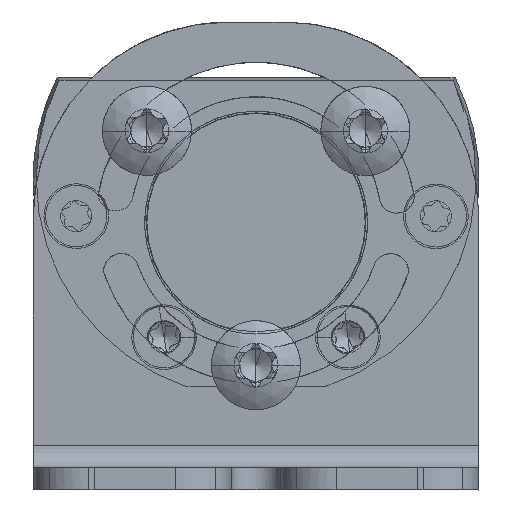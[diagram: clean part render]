
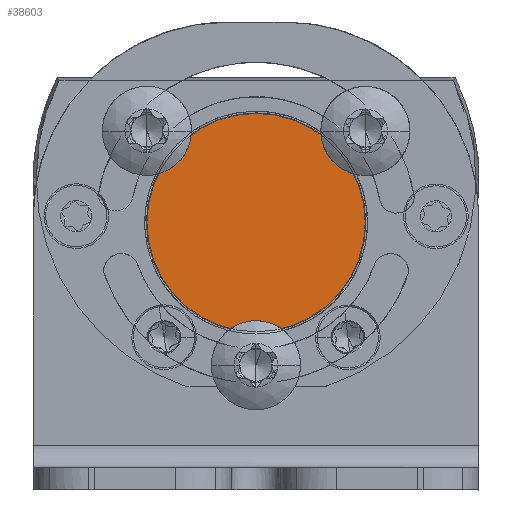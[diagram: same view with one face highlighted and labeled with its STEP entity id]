
A CAD part, front view. The second image highlights one B-rep face of the part: STEP entity #38603.
In plain terms, the highlighted planar face has unit normal (0, -1, 0).
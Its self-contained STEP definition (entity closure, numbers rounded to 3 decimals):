
#38562=AXIS2_PLACEMENT_3D('Circle Axis2P3D',#38560,#38561,$) ;
#38579=AXIS2_PLACEMENT_3D('Circle Axis2P3D',#38577,#38578,$) ;
#38597=AXIS2_PLACEMENT_3D('Plane Axis2P3D',#38594,#38595,#38596) ;
#38543=CARTESIAN_POINT('Vertex',(29.814,23.323,23.991)) ;
#38557=CARTESIAN_POINT('Vertex',(10.219,23.323,24.009)) ;
#38560=CARTESIAN_POINT('Axis2P3D Location',(20.017,23.323,24.)) ;
#38577=CARTESIAN_POINT('Axis2P3D Location',(20.017,23.323,24.)) ;
#38594=CARTESIAN_POINT('Axis2P3D Location',(20.017,23.323,24.)) ;
#38561=DIRECTION('Axis2P3D Direction',(0.,1.,0.)) ;
#38578=DIRECTION('Axis2P3D Direction',(0.,1.,0.)) ;
#38595=DIRECTION('Axis2P3D Direction',(0.,1.,0.)) ;
#38596=DIRECTION('Axis2P3D XDirection',(1.,0.,-0.001)) ;
#38600=ORIENTED_EDGE('',*,*,#38581,.T.) ;
#38601=ORIENTED_EDGE('',*,*,#38564,.T.) ;
#38603=ADVANCED_FACE('Hauptkoerper',(#38602),#38598,.F.) ;
#38563=CIRCLE('generated circle',#38562,9.798) ;
#38580=CIRCLE('generated circle',#38579,9.798) ;
#38564=EDGE_CURVE('',#38544,#38558,#38563,.F.) ;
#38581=EDGE_CURVE('',#38558,#38544,#38580,.F.) ;
#38599=EDGE_LOOP('',(#38600,#38601)) ;
#38602=FACE_OUTER_BOUND('',#38599,.T.) ;
#38598=PLANE('',#38597) ;
#38544=VERTEX_POINT('',#38543) ;
#38558=VERTEX_POINT('',#38557) ;
